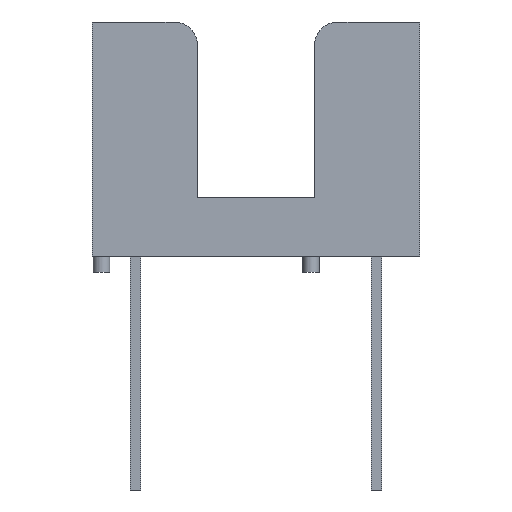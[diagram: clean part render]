
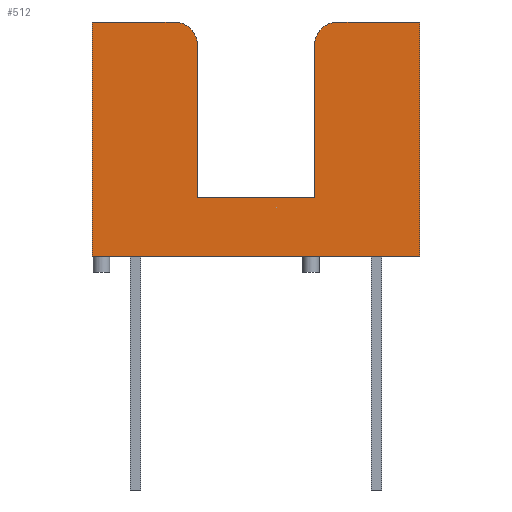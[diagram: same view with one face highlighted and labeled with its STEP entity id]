
A CAD part, front view. The second image highlights one B-rep face of the part: STEP entity #512.
In plain terms, the highlighted planar face has unit normal (0, -1, 0).
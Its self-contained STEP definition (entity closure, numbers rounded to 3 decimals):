
#12=DIRECTION('',(0.,0.,1.));
#41=VECTOR('',#12,1.);
#62=DIRECTION('',(0.,-1.,0.));
#68=VECTOR('',#69,1.);
#69=DIRECTION('',(-1.,0.,0.));
#82=VERTEX_POINT('',#83);
#83=CARTESIAN_POINT('',(12.15,-5.,0.));
#86=EDGE_CURVE('',#82,#87,#89,.T.);
#87=VERTEX_POINT('',#88);
#88=CARTESIAN_POINT('',(-1.85,-5.,0.));
#89=LINE('',#83,#68);
#486=EDGE_CURVE('',#87,#487,#489,.T.);
#487=VERTEX_POINT('',#488);
#488=CARTESIAN_POINT('',(-1.85,-5.,10.));
#489=LINE('',#88,#41);
#503=VERTEX_POINT('',#504);
#504=CARTESIAN_POINT('',(12.15,-5.,10.));
#507=EDGE_CURVE('',#82,#503,#508,.T.);
#508=LINE('',#83,#41);
#512=ADVANCED_FACE('',(#513),#557,.T.);
#513=FACE_BOUND('',#514,.T.);
#514=EDGE_LOOP('',(#515,#523,#530,#533,#534,#535,#536,#540,#547,#553));
#515=ORIENTED_EDGE('',*,*,#516,.T.);
#516=EDGE_CURVE('',#517,#519,#521,.T.);
#517=VERTEX_POINT('',#518);
#518=CARTESIAN_POINT('',(2.65,-5.,2.5));
#519=VERTEX_POINT('',#520);
#520=CARTESIAN_POINT('',(2.65,-5.,9.));
#521=LINE('',#522,#41);
#522=CARTESIAN_POINT('',(2.65,-5.,1.25));
#523=ORIENTED_EDGE('',*,*,#524,.T.);
#524=EDGE_CURVE('',#519,#525,#527,.T.);
#525=VERTEX_POINT('',#526);
#526=CARTESIAN_POINT('',(1.65,-5.,10.));
#527=CIRCLE('',#528,1.);
#528=AXIS2_PLACEMENT_3D('',#529,#62,#12);
#529=CARTESIAN_POINT('',(1.65,-5.,9.));
#530=ORIENTED_EDGE('',*,*,#531,.T.);
#531=EDGE_CURVE('',#525,#487,#532,.T.);
#532=LINE('',#504,#68);
#533=ORIENTED_EDGE('',*,*,#486,.F.);
#534=ORIENTED_EDGE('',*,*,#86,.F.);
#535=ORIENTED_EDGE('',*,*,#507,.T.);
#536=ORIENTED_EDGE('',*,*,#537,.T.);
#537=EDGE_CURVE('',#503,#538,#532,.T.);
#538=VERTEX_POINT('',#539);
#539=CARTESIAN_POINT('',(8.65,-5.,10.));
#540=ORIENTED_EDGE('',*,*,#541,.T.);
#541=EDGE_CURVE('',#538,#542,#544,.T.);
#542=VERTEX_POINT('',#543);
#543=CARTESIAN_POINT('',(7.65,-5.,9.));
#544=CIRCLE('',#545,1.);
#545=AXIS2_PLACEMENT_3D('',#546,#62,#12);
#546=CARTESIAN_POINT('',(8.65,-5.,9.));
#547=ORIENTED_EDGE('',*,*,#548,.F.);
#548=EDGE_CURVE('',#549,#542,#551,.T.);
#549=VERTEX_POINT('',#550);
#550=CARTESIAN_POINT('',(7.65,-5.,2.5));
#551=LINE('',#552,#41);
#552=CARTESIAN_POINT('',(7.65,-5.,1.25));
#553=ORIENTED_EDGE('',*,*,#554,.T.);
#554=EDGE_CURVE('',#549,#517,#555,.T.);
#555=LINE('',#556,#68);
#556=CARTESIAN_POINT('',(7.4,-5.,2.5));
#557=PLANE('',#558);
#558=AXIS2_PLACEMENT_3D('',#83,#62,#69);
